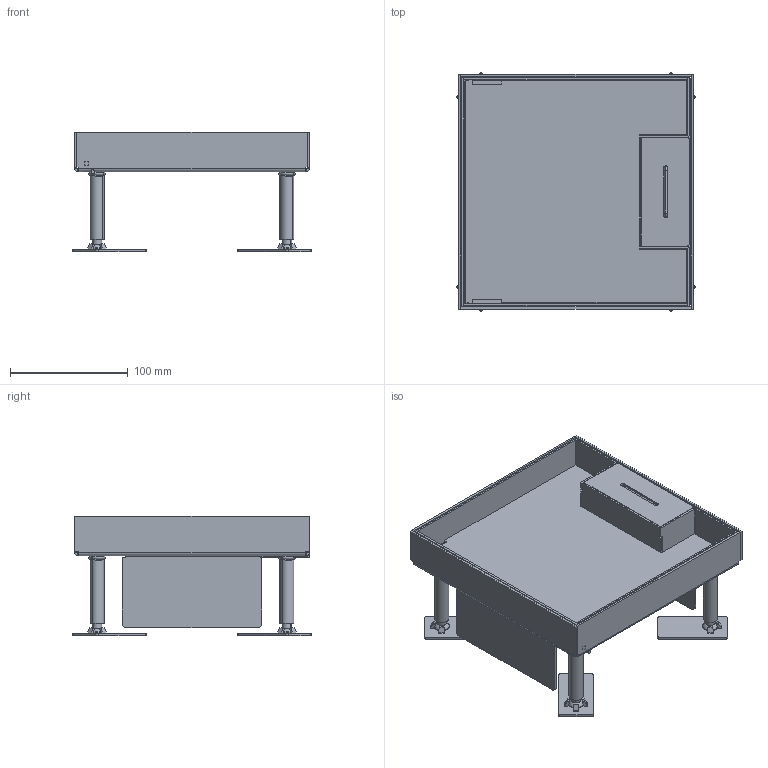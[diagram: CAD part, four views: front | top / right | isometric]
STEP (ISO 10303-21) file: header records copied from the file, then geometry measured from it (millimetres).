
FILE_DESCRIPTION((''),'2;1');
FILE_NAME('7409208_ASM','2012-11-26T',('AndreasKeweloh'),(''),'PRO/ENGINEER BY PARAMETRIC TECHNOLOGY CORPORATION, 2012230','PRO/ENGINEER BY PARAMETRIC TECHNOLOGY CORPORATION, 2012230','');
FILE_SCHEMA(('CONFIG_CONTROL_DESIGN'));
Length unit declared in the file: millimetre
Products named in the file (15): 041819_L__70_MM; 041219; 054599_STANDARD_MIT_MUTTER_ASM; 038602; 056779_UNTERTEIL_MIT_SONDERSTEM_ASM; 036167; 046279_40675BB; 046359_ASM; 046259; 046239_25_MM_NUTZH_HE; 046400_H_25_MM__ASM; 42389C_BLINDNIET_GEK_RZT__EINBA; 057800_F_R_NENNH_HE_25_MM-SCHNU; 058143__H_25_MM_SCHNURAUSLASS_ASM; 7409208_ASM
Assembly tree (20 placements, depth 4):
  7409208_ASM
    054599_STANDARD_MIT_MUTTER_ASM  x4
      041819_L__70_MM
      041219
    046400_H_25_MM__ASM
      056779_UNTERTEIL_MIT_SONDERSTEM_ASM
        038602
      046359_ASM
        036167
        046279_40675BB
      046259
      046239_25_MM_NUTZH_HE
    058143__H_25_MM_SCHNURAUSLASS_ASM
      42389C_BLINDNIET_GEK_RZT__EINBA  x4
      057800_F_R_NENNH_HE_25_MM-SCHNU
Bounding box: 201.75 x 201.75 x 101.55 mm (x, y, z)
Volume: 345624.7 mm3; surface area: 353601.6 mm2
Topology: 18 solids, 18 shells, 844 faces, 2068 edges, 1269 vertices
Faces by surface type: plane 473, cylinder 260, torus 36, cone 32, bspline 27, sphere 16
Entity records: 15797 total; most frequent: CARTESIAN_POINT 2978, DIRECTION 2674, ORIENTED_EDGE 2576, EDGE_CURVE 1288, VECTOR 958, LINE 958, AXIS2_PLACEMENT_3D 858, VERTEX_POINT 792
